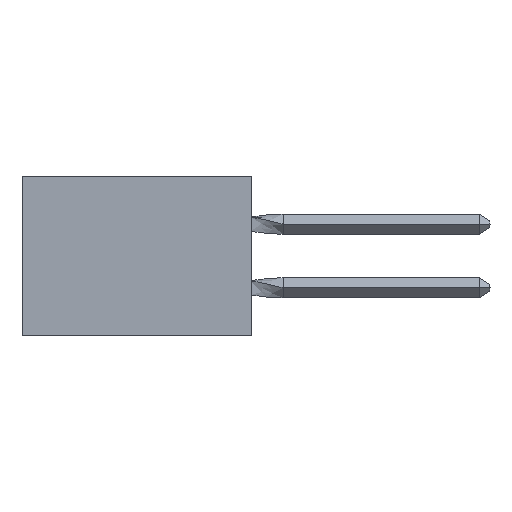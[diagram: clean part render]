
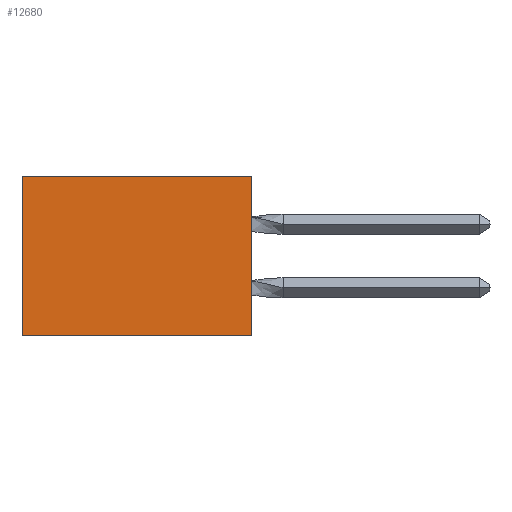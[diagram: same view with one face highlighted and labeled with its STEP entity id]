
A CAD part, left-side view. The second image highlights one B-rep face of the part: STEP entity #12680.
In plain terms, the highlighted planar face has unit normal (-1, 0, 0).
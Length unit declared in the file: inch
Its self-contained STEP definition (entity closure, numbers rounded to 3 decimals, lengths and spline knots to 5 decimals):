
#8 = DIRECTION ( 'NONE',  ( 0., 0., -1. ) ) ;
#38 = VECTOR ( 'NONE', #8, 39.37008 ) ;
#388 = VERTEX_POINT ( 'NONE', #9652 ) ;
#607 = EDGE_CURVE ( 'NONE', #7392, #1195, #9936, .T. ) ;
#1136 = EDGE_LOOP ( 'NONE', ( #12288, #4055, #12688, #10731 ) ) ;
#1195 = VERTEX_POINT ( 'NONE', #2195 ) ;
#1222 = DIRECTION ( 'NONE',  ( 0., 1., 0. ) ) ;
#2117 = VERTEX_POINT ( 'NONE', #13865 ) ;
#2195 = CARTESIAN_POINT ( 'NONE',  ( 0.305, 0., -0.5 ) ) ;
#2287 = CARTESIAN_POINT ( 'NONE',  ( 0.305, 0., -0.5 ) ) ;
#2504 = AXIS2_PLACEMENT_3D ( 'NONE', #3458, #6825, #13828 ) ;
#2541 = CARTESIAN_POINT ( 'NONE',  ( 0.305, 0., 0. ) ) ;
#3120 = VECTOR ( 'NONE', #1222, 39.37008 ) ;
#3458 = CARTESIAN_POINT ( 'NONE',  ( 0.305, 0., -0.5 ) ) ;
#3556 = VECTOR ( 'NONE', #3940, 39.37008 ) ;
#3639 = DIRECTION ( 'NONE',  ( 0., 0., -1. ) ) ;
#3940 = DIRECTION ( 'NONE',  ( 0., 1., 0. ) ) ;
#4055 = ORIENTED_EDGE ( 'NONE', *, *, #10924, .F. ) ;
#4894 = CARTESIAN_POINT ( 'NONE',  ( 0.305, 0., 0. ) ) ;
#6555 = LINE ( 'NONE', #4894, #3556 ) ;
#6825 = DIRECTION ( 'NONE',  ( 1., 0., 0. ) ) ;
#7392 = VERTEX_POINT ( 'NONE', #2541 ) ;
#9052 = EDGE_CURVE ( 'NONE', #7392, #2117, #6555, .T. ) ;
#9469 = LINE ( 'NONE', #14913, #13071 ) ;
#9652 = CARTESIAN_POINT ( 'NONE',  ( 0.305, 0.72, -0.5 ) ) ;
#9936 = LINE ( 'NONE', #13782, #38 ) ;
#10731 = ORIENTED_EDGE ( 'NONE', *, *, #9052, .T. ) ;
#10862 = PLANE ( 'NONE',  #2504 ) ;
#10924 = EDGE_CURVE ( 'NONE', #1195, #388, #14803, .T. ) ;
#12288 = ORIENTED_EDGE ( 'NONE', *, *, #14140, .T. ) ;
#12680 = ADVANCED_FACE ( 'NONE', ( #14195 ), #10862, .F. ) ;
#12688 = ORIENTED_EDGE ( 'NONE', *, *, #607, .F. ) ;
#13071 = VECTOR ( 'NONE', #3639, 39.37008 ) ;
#13782 = CARTESIAN_POINT ( 'NONE',  ( 0.305, 0., -0.5 ) ) ;
#13828 = DIRECTION ( 'NONE',  ( 0., 0., -1. ) ) ;
#13865 = CARTESIAN_POINT ( 'NONE',  ( 0.305, 0.72, 0. ) ) ;
#14140 = EDGE_CURVE ( 'NONE', #2117, #388, #9469, .T. ) ;
#14195 = FACE_OUTER_BOUND ( 'NONE', #1136, .T. ) ;
#14803 = LINE ( 'NONE', #2287, #3120 ) ;
#14913 = CARTESIAN_POINT ( 'NONE',  ( 0.305, 0.72, -0.5 ) ) ;
